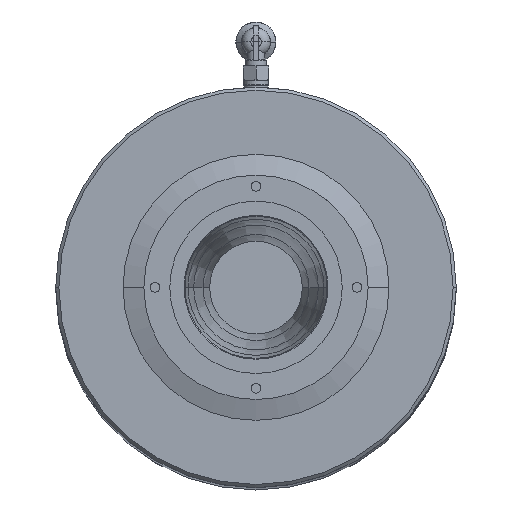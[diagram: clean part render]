
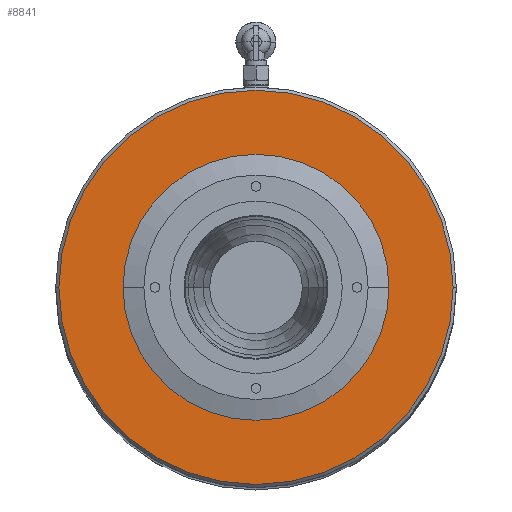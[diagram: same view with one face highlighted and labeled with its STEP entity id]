
A CAD part, top view. The second image highlights one B-rep face of the part: STEP entity #8841.
In plain terms, the highlighted planar face has unit normal (0, 0, 1).
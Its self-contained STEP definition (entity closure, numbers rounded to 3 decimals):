
#1927 = CARTESIAN_POINT ( 'NONE',  ( 0., 0., 32. ) ) ;
#2185 = CARTESIAN_POINT ( 'NONE',  ( 0., 0., 32. ) ) ;
#2383 = VERTEX_POINT ( 'NONE', #2994 ) ;
#2994 = CARTESIAN_POINT ( 'NONE',  ( -21.204, 0., 32. ) ) ;
#3706 = PLANE ( 'NONE',  #23318 ) ;
#4035 = CARTESIAN_POINT ( 'NONE',  ( 0., 0., 32. ) ) ;
#4470 = EDGE_CURVE ( 'NONE', #19922, #35084, #23465, .T. ) ;
#4479 = ORIENTED_EDGE ( 'NONE', *, *, #27896, .T. ) ;
#4535 = CIRCLE ( 'NONE', #31752, 21.204 ) ;
#4942 = DIRECTION ( 'NONE',  ( 1., 0., 0. ) ) ;
#5461 = FACE_BOUND ( 'NONE', #26898, .T. ) ;
#6978 = DIRECTION ( 'NONE',  ( 1., 0., 0. ) ) ;
#8421 = CARTESIAN_POINT ( 'NONE',  ( -61.5, 0., 32. ) ) ;
#8841 = ADVANCED_FACE ( 'NONE', ( #5461, #19541 ), #3706, .T. ) ;
#9417 = ORIENTED_EDGE ( 'NONE', *, *, #4470, .T. ) ;
#10719 = EDGE_LOOP ( 'NONE', ( #4479, #9417 ) ) ;
#14427 = CARTESIAN_POINT ( 'NONE',  ( 21.204, 0., 32. ) ) ;
#15867 = ORIENTED_EDGE ( 'NONE', *, *, #29075, .T. ) ;
#17514 = DIRECTION ( 'NONE',  ( 0., 0., -1. ) ) ;
#17999 = CIRCLE ( 'NONE', #21882, 21.204 ) ;
#18122 = CARTESIAN_POINT ( 'NONE',  ( 0., 0., 32. ) ) ;
#18982 = DIRECTION ( 'NONE',  ( -1., 0., 0. ) ) ;
#19303 = AXIS2_PLACEMENT_3D ( 'NONE', #4035, #36819, #18982 ) ;
#19541 = FACE_OUTER_BOUND ( 'NONE', #10719, .T. ) ;
#19922 = VERTEX_POINT ( 'NONE', #38628 ) ;
#20548 = AXIS2_PLACEMENT_3D ( 'NONE', #18122, #24368, #20983 ) ;
#20983 = DIRECTION ( 'NONE',  ( -1., 0., 0. ) ) ;
#21767 = CARTESIAN_POINT ( 'NONE',  ( 0., 61.5, 32. ) ) ;
#21882 = AXIS2_PLACEMENT_3D ( 'NONE', #1927, #34840, #4942 ) ;
#23318 = AXIS2_PLACEMENT_3D ( 'NONE', #21767, #36622, #6978 ) ;
#23465 = CIRCLE ( 'NONE', #19303, 61.5 ) ;
#23513 = DIRECTION ( 'NONE',  ( 1., 0., 0. ) ) ;
#24368 = DIRECTION ( 'NONE',  ( 0., 0., 1. ) ) ;
#26110 = EDGE_CURVE ( 'NONE', #2383, #35952, #4535, .T. ) ;
#26898 = EDGE_LOOP ( 'NONE', ( #15867, #28914 ) ) ;
#27896 = EDGE_CURVE ( 'NONE', #35084, #19922, #28307, .T. ) ;
#28307 = CIRCLE ( 'NONE', #20548, 61.5 ) ;
#28914 = ORIENTED_EDGE ( 'NONE', *, *, #26110, .T. ) ;
#29075 = EDGE_CURVE ( 'NONE', #35952, #2383, #17999, .T. ) ;
#31752 = AXIS2_PLACEMENT_3D ( 'NONE', #2185, #17514, #23513 ) ;
#34840 = DIRECTION ( 'NONE',  ( 0., 0., -1. ) ) ;
#35084 = VERTEX_POINT ( 'NONE', #8421 ) ;
#35952 = VERTEX_POINT ( 'NONE', #14427 ) ;
#36622 = DIRECTION ( 'NONE',  ( 0., 0., 1. ) ) ;
#36819 = DIRECTION ( 'NONE',  ( 0., 0., 1. ) ) ;
#38628 = CARTESIAN_POINT ( 'NONE',  ( 61.5, 0., 32. ) ) ;
